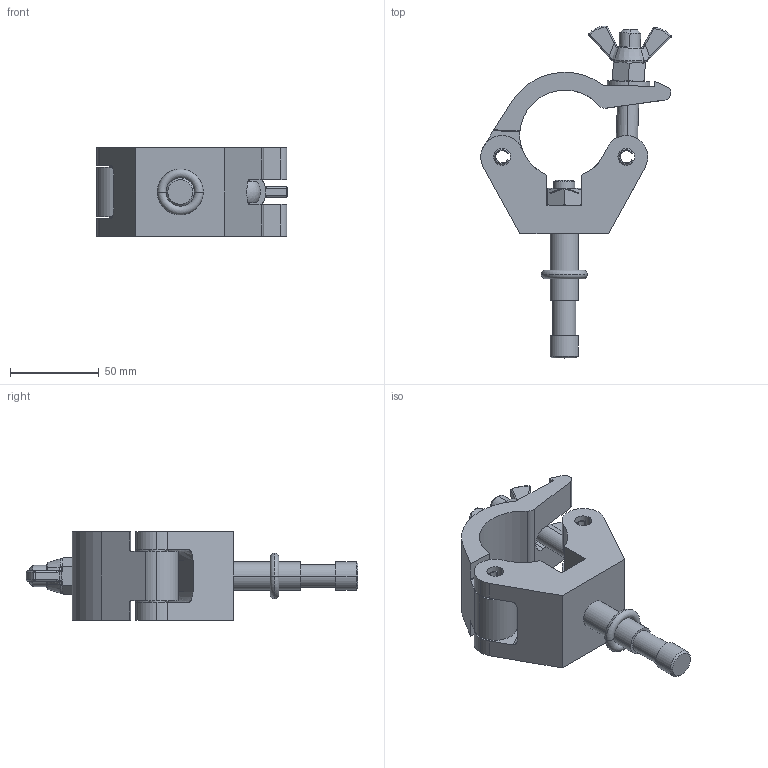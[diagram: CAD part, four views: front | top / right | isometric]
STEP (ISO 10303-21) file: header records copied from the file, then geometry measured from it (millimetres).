
FILE_DESCRIPTION (( 'STEP AP203' ), '1' );
FILE_NAME ('G1197.STEP', '2018-09-26T13:25:26', ( '' ), ( '' ), 'SwSTEP 2.0', 'SolidWorks 2016', '' );
FILE_SCHEMA (( 'CONFIG_CONTROL_DESIGN' ));
Length unit declared in the file: millimetre
Products named in the file (14): G1188; Hex Nut Style 1 GradeAB_Doughty Fastners_Hexagon Nut ISO - 4032 - M12 - D - S; G1197; TH156_TH156; T78000; F790; TH2000_TH2000 - 50MM WIDE; Binx Nut_M12 BZP; TH566; TH157_TH157; S3053; A Washer_Bright washer BS 4320 - M12 (Form A); F883_DIN 315-M12-GT-C-N; TH2001_TH2001 - 50MM WIDE
Assembly tree (14 placements, depth 3):
  G1197
    TH156_TH156
      TH2000_TH2000 - 50MM WIDE
    TH157_TH157
      TH2001_TH2001 - 50MM WIDE
    T78000
      TH566
      A Washer_Bright washer BS 4320 - M12 (Form A)
      Hex Nut Style 1 GradeAB_Doughty Fastners_Hexagon Nut ISO - 4032 - M12 - D - S
      F883_DIN 315-M12-GT-C-N
    F790  x2
    G1188
    Binx Nut_M12 BZP
    S3053
Bounding box: 107.22 x 186.87 x 49.9 mm (x, y, z)
Volume: 213650.8 mm3; surface area: 60395.8 mm2
Topology: 11 solids, 11 shells, 315 faces, 750 edges, 448 vertices
Faces by surface type: cylinder 101, plane 80, cone 68, bspline 32, torus 23, sphere 11
Entity records: 11002 total; most frequent: CARTESIAN_POINT 2767, DIRECTION 1438, ORIENTED_EDGE 1402, EDGE_CURVE 701, AXIS2_PLACEMENT_3D 581, VERTEX_POINT 422, EDGE_LOOP 323, FACE_OUTER_BOUND 299
